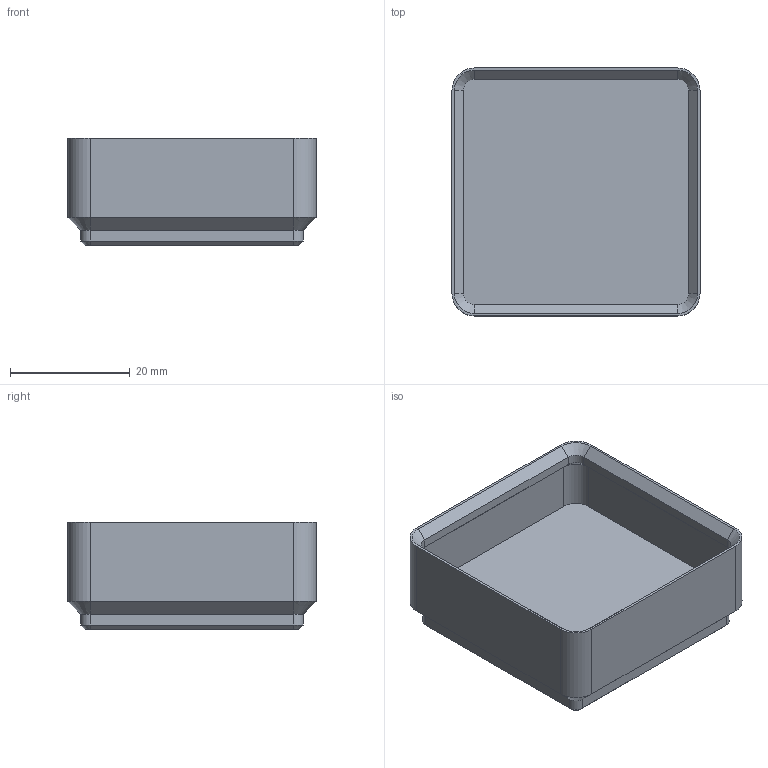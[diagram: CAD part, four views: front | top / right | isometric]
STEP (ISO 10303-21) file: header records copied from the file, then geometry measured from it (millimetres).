
FILE_DESCRIPTION(/* description */ (''),/* implementation_level */ '2;1');
FILE_NAME(/* name */ 'GF_LITE_Magnet_1x1x2.step',/* time_stamp */ '2023-01-02T20:42:57Z',/* author */ (''),/* organization */ (''),/* preprocessor_version */ 'ST-DEVELOPER v19.2',/* originating_system */ 'Autodesk Translation Framework v11.17.0.187',/* authorisation */ '');
FILE_SCHEMA (('AUTOMOTIVE_DESIGN { 1 0 10303 214 3 1 1 }'));
Length unit declared in the file: millimetre
Products named in the file (1): Block_Base
Bounding box: 41.5 x 41.5 x 18 mm (x, y, z)
Volume: 10210.9 mm3; surface area: 8252.6 mm2
Topology: 1 solids, 1 shells, 127 faces, 292 edges, 172 vertices
Faces by surface type: plane 87, cylinder 24, cone 16
Full cylindrical faces by diameter (mm): 3 x4, 6.5 x4
Entity records: 3539 total; most frequent: DIRECTION 632, CARTESIAN_POINT 592, ORIENTED_EDGE 584, EDGE_CURVE 292, AXIS2_PLACEMENT_3D 212, LINE 208, VECTOR 208, VERTEX_POINT 172
